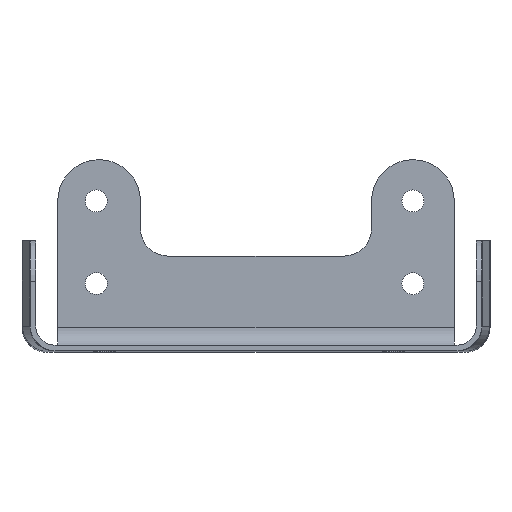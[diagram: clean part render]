
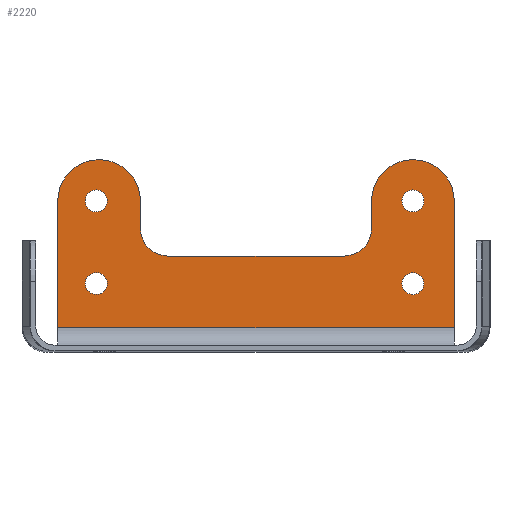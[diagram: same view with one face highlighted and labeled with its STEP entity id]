
A CAD part, top view. The second image highlights one B-rep face of the part: STEP entity #2220.
In plain terms, the highlighted planar face has unit normal (0, 0, 1).
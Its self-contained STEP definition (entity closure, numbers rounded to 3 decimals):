
#51=FACE_BOUND('',#347,.T.);
#52=FACE_BOUND('',#348,.T.);
#53=FACE_BOUND('',#349,.T.);
#54=FACE_BOUND('',#350,.T.);
#134=PLANE('',#2468);
#212=FACE_OUTER_BOUND('',#346,.T.);
#346=EDGE_LOOP('',(#1727,#1728,#1729,#1730,#1731,#1732,#1733,#1734,#1735,
#1736));
#347=EDGE_LOOP('',(#1737));
#348=EDGE_LOOP('',(#1738));
#349=EDGE_LOOP('',(#1739));
#350=EDGE_LOOP('',(#1740));
#559=LINE('',#3675,#703);
#560=LINE('',#3679,#704);
#561=LINE('',#3683,#705);
#562=LINE('',#3687,#706);
#563=LINE('',#3689,#707);
#564=LINE('',#3690,#708);
#703=VECTOR('',#3007,10.);
#704=VECTOR('',#3010,10.);
#705=VECTOR('',#3013,10.);
#706=VECTOR('',#3016,10.);
#707=VECTOR('',#3017,10.);
#708=VECTOR('',#3018,10.);
#814=CIRCLE('',#2369,2.);
#816=CIRCLE('',#2372,2.);
#818=CIRCLE('',#2375,2.);
#820=CIRCLE('',#2378,2.);
#879=CIRCLE('',#2469,7.5);
#880=CIRCLE('',#2470,5.);
#881=CIRCLE('',#2471,5.);
#882=CIRCLE('',#2472,7.5);
#978=VERTEX_POINT('',#3423);
#980=VERTEX_POINT('',#3429);
#982=VERTEX_POINT('',#3435);
#984=VERTEX_POINT('',#3441);
#1068=VERTEX_POINT('',#3671);
#1069=VERTEX_POINT('',#3672);
#1070=VERTEX_POINT('',#3674);
#1071=VERTEX_POINT('',#3676);
#1072=VERTEX_POINT('',#3678);
#1073=VERTEX_POINT('',#3680);
#1074=VERTEX_POINT('',#3682);
#1075=VERTEX_POINT('',#3684);
#1076=VERTEX_POINT('',#3686);
#1077=VERTEX_POINT('',#3688);
#1207=EDGE_CURVE('',#978,#978,#814,.T.);
#1210=EDGE_CURVE('',#980,#980,#816,.T.);
#1213=EDGE_CURVE('',#982,#982,#818,.T.);
#1216=EDGE_CURVE('',#984,#984,#820,.T.);
#1329=EDGE_CURVE('',#1068,#1069,#879,.T.);
#1330=EDGE_CURVE('',#1068,#1070,#559,.T.);
#1331=EDGE_CURVE('',#1070,#1071,#880,.T.);
#1332=EDGE_CURVE('',#1071,#1072,#560,.T.);
#1333=EDGE_CURVE('',#1072,#1073,#881,.T.);
#1334=EDGE_CURVE('',#1073,#1074,#561,.T.);
#1335=EDGE_CURVE('',#1075,#1074,#882,.T.);
#1336=EDGE_CURVE('',#1075,#1076,#562,.T.);
#1337=EDGE_CURVE('',#1076,#1077,#563,.T.);
#1338=EDGE_CURVE('',#1077,#1069,#564,.T.);
#1727=ORIENTED_EDGE('',*,*,#1329,.F.);
#1728=ORIENTED_EDGE('',*,*,#1330,.T.);
#1729=ORIENTED_EDGE('',*,*,#1331,.T.);
#1730=ORIENTED_EDGE('',*,*,#1332,.T.);
#1731=ORIENTED_EDGE('',*,*,#1333,.T.);
#1732=ORIENTED_EDGE('',*,*,#1334,.T.);
#1733=ORIENTED_EDGE('',*,*,#1335,.F.);
#1734=ORIENTED_EDGE('',*,*,#1336,.T.);
#1735=ORIENTED_EDGE('',*,*,#1337,.T.);
#1736=ORIENTED_EDGE('',*,*,#1338,.T.);
#1737=ORIENTED_EDGE('',*,*,#1207,.T.);
#1738=ORIENTED_EDGE('',*,*,#1210,.T.);
#1739=ORIENTED_EDGE('',*,*,#1213,.T.);
#1740=ORIENTED_EDGE('',*,*,#1216,.T.);
#2220=ADVANCED_FACE('',(#212,#51,#52,#53,#54),#134,.F.);
#2369=AXIS2_PLACEMENT_3D('',#3425,#2748,#2749);
#2372=AXIS2_PLACEMENT_3D('',#3431,#2755,#2756);
#2375=AXIS2_PLACEMENT_3D('',#3437,#2762,#2763);
#2378=AXIS2_PLACEMENT_3D('',#3443,#2769,#2770);
#2468=AXIS2_PLACEMENT_3D('',#3670,#3003,#3004);
#2469=AXIS2_PLACEMENT_3D('',#3673,#3005,#3006);
#2470=AXIS2_PLACEMENT_3D('',#3677,#3008,#3009);
#2471=AXIS2_PLACEMENT_3D('',#3681,#3011,#3012);
#2472=AXIS2_PLACEMENT_3D('',#3685,#3014,#3015);
#2748=DIRECTION('center_axis',(0.,0.,-1.));
#2749=DIRECTION('ref_axis',(-1.,0.,0.));
#2755=DIRECTION('center_axis',(0.,0.,-1.));
#2756=DIRECTION('ref_axis',(-1.,0.,0.));
#2762=DIRECTION('center_axis',(0.,0.,-1.));
#2763=DIRECTION('ref_axis',(-1.,0.,0.));
#2769=DIRECTION('center_axis',(0.,0.,-1.));
#2770=DIRECTION('ref_axis',(-1.,0.,0.));
#3003=DIRECTION('center_axis',(0.,0.,-1.));
#3004=DIRECTION('ref_axis',(-1.,0.,0.));
#3005=DIRECTION('center_axis',(0.,0.,-1.));
#3006=DIRECTION('ref_axis',(0.707,0.707,0.));
#3007=DIRECTION('',(0.,-1.,0.));
#3008=DIRECTION('center_axis',(0.,0.,-1.));
#3009=DIRECTION('ref_axis',(1.,0.,0.));
#3010=DIRECTION('',(-1.,0.,0.));
#3011=DIRECTION('center_axis',(0.,0.,-1.));
#3012=DIRECTION('ref_axis',(0.,-1.,0.));
#3013=DIRECTION('',(0.,1.,0.));
#3014=DIRECTION('center_axis',(0.,0.,-1.));
#3015=DIRECTION('ref_axis',(0.707,0.707,0.));
#3016=DIRECTION('',(0.,-1.,0.));
#3017=DIRECTION('',(1.,0.,0.));
#3018=DIRECTION('',(0.,1.,0.));
#3423=CARTESIAN_POINT('',(-27.,12.5,-86.5));
#3425=CARTESIAN_POINT('Origin',(-29.,12.5,-86.5));
#3429=CARTESIAN_POINT('',(-27.,27.5,-86.5));
#3431=CARTESIAN_POINT('Origin',(-29.,27.5,-86.5));
#3435=CARTESIAN_POINT('',(30.5,12.5,-86.5));
#3437=CARTESIAN_POINT('Origin',(28.5,12.5,-86.5));
#3441=CARTESIAN_POINT('',(30.5,27.5,-86.5));
#3443=CARTESIAN_POINT('Origin',(28.5,27.5,-86.5));
#3670=CARTESIAN_POINT('Origin',(42.5,0.,-86.5));
#3671=CARTESIAN_POINT('',(21.,27.5,-86.5));
#3672=CARTESIAN_POINT('',(36.,27.5,-86.5));
#3673=CARTESIAN_POINT('Origin',(28.5,27.5,-86.5));
#3674=CARTESIAN_POINT('',(21.,22.5,-86.5));
#3675=CARTESIAN_POINT('',(21.,11.25,-86.5));
#3676=CARTESIAN_POINT('',(16.,17.5,-86.5));
#3677=CARTESIAN_POINT('Origin',(16.,22.5,-86.5));
#3678=CARTESIAN_POINT('',(-16.,17.5,-86.5));
#3679=CARTESIAN_POINT('',(13.25,17.5,-86.5));
#3680=CARTESIAN_POINT('',(-21.,22.5,-86.5));
#3681=CARTESIAN_POINT('Origin',(-16.,22.5,-86.5));
#3682=CARTESIAN_POINT('',(-21.,27.5,-86.5));
#3683=CARTESIAN_POINT('',(-21.,17.5,-86.5));
#3684=CARTESIAN_POINT('',(-36.,27.5,-86.5));
#3685=CARTESIAN_POINT('Origin',(-28.5,27.5,-86.5));
#3686=CARTESIAN_POINT('',(-36.,4.5,-86.5));
#3687=CARTESIAN_POINT('',(-36.,0.,-86.5));
#3688=CARTESIAN_POINT('',(36.,4.5,-86.5));
#3689=CARTESIAN_POINT('',(21.25,4.5,-86.5));
#3690=CARTESIAN_POINT('',(36.,0.,-86.5));
